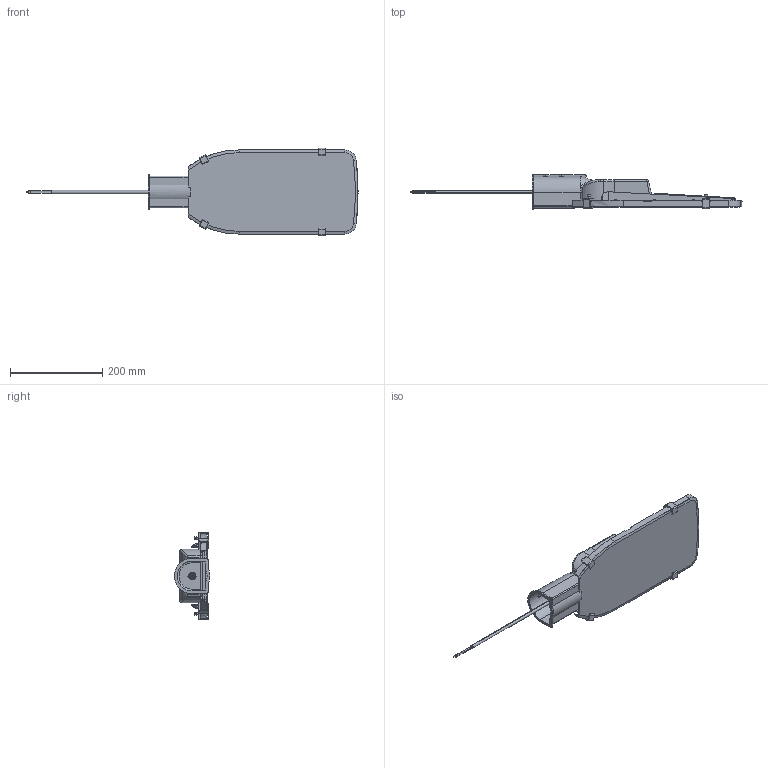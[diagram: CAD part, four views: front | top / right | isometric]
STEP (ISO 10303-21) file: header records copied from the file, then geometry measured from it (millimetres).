
FILE_DESCRIPTION (( 'STEP AP214' ), '1' );
FILE_NAME ('ﾄﾊﾓ1002-100ﾄ.STEP', '2019-03-21T13:37:27', ( '' ), ( '' ), 'SwSTEP 2.0', 'SolidWorks 2017', '' );
FILE_SCHEMA (( 'AUTOMOTIVE_DESIGN' ));
Length unit declared in the file: millimetre
Products named in the file (1): ﾄﾊﾓ1002-100ﾄ
Bounding box: 720.99 x 78 x 190 mm (x, y, z)
Volume: 1689020.4 mm3; surface area: 308612.2 mm2
Topology: 5 solids, 5 shells, 601 faces, 1581 edges, 1022 vertices
Faces by surface type: plane 295, cylinder 220, cone 46, torus 19, bspline 19, sphere 2
Entity records: 20020 total; most frequent: CARTESIAN_POINT 4854, DIRECTION 3243, ORIENTED_EDGE 3154, EDGE_CURVE 1577, AXIS2_PLACEMENT_3D 1183, VERTEX_POINT 1022, VECTOR 877, LINE 877
